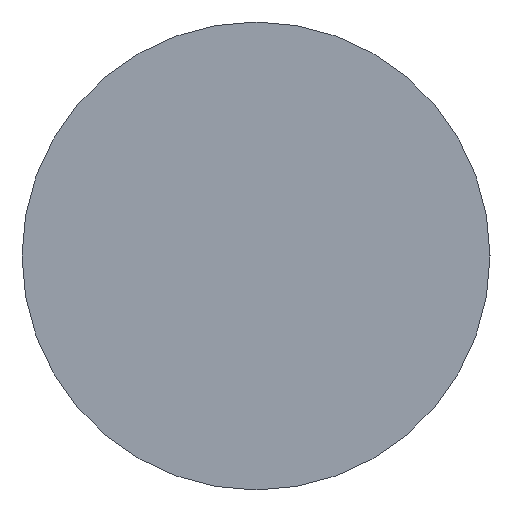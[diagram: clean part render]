
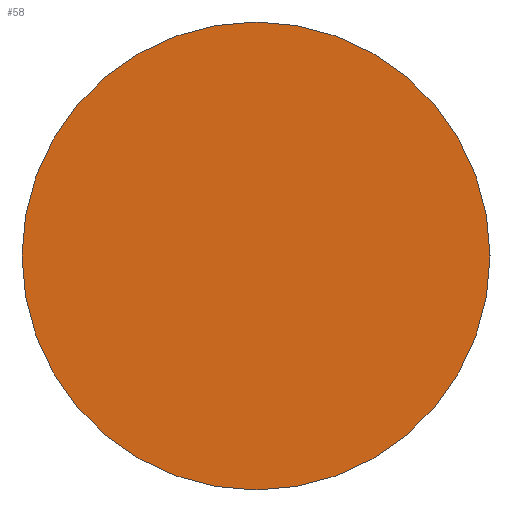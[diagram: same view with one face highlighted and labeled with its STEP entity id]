
A CAD part, left-side view. The second image highlights one B-rep face of the part: STEP entity #58.
In plain terms, the highlighted planar face has unit normal (-1, 0, 0).
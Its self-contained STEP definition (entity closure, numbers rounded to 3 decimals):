
#11 = CARTESIAN_POINT ( 'NONE',  ( 0., 0., 0. ) ) ;
#24 = EDGE_LOOP ( 'NONE', ( #33, #172 ) ) ;
#28 = EDGE_CURVE ( 'NONE', #156, #147, #159, .T. ) ;
#33 = ORIENTED_EDGE ( 'NONE', *, *, #124, .F. ) ;
#35 = CARTESIAN_POINT ( 'NONE',  ( 0., 0., 0. ) ) ;
#49 = FACE_OUTER_BOUND ( 'NONE', #24, .T. ) ;
#51 = DIRECTION ( 'NONE',  ( 1., 0., 0. ) ) ;
#58 = ADVANCED_FACE ( 'NONE', ( #49 ), #90, .F. ) ;
#64 = CARTESIAN_POINT ( 'NONE',  ( 0., 0., -6. ) ) ;
#78 = DIRECTION ( 'NONE',  ( 1., 0., 0. ) ) ;
#86 = CIRCLE ( 'NONE', #94, 6. ) ;
#90 = PLANE ( 'NONE',  #157 ) ;
#94 = AXIS2_PLACEMENT_3D ( 'NONE', #11, #137, #148 ) ;
#124 = EDGE_CURVE ( 'NONE', #147, #156, #86, .T. ) ;
#134 = CARTESIAN_POINT ( 'NONE',  ( 0., 0., 6. ) ) ;
#137 = DIRECTION ( 'NONE',  ( 1., 0., 0. ) ) ;
#147 = VERTEX_POINT ( 'NONE', #134 ) ;
#148 = DIRECTION ( 'NONE',  ( 0., 0., -1. ) ) ;
#154 = AXIS2_PLACEMENT_3D ( 'NONE', #35, #78, #175 ) ;
#156 = VERTEX_POINT ( 'NONE', #64 ) ;
#157 = AXIS2_PLACEMENT_3D ( 'NONE', #163, #51, #165 ) ;
#159 = CIRCLE ( 'NONE', #154, 6. ) ;
#163 = CARTESIAN_POINT ( 'NONE',  ( 0., 0., 0. ) ) ;
#165 = DIRECTION ( 'NONE',  ( 0., 0., -1. ) ) ;
#172 = ORIENTED_EDGE ( 'NONE', *, *, #28, .F. ) ;
#175 = DIRECTION ( 'NONE',  ( 0., 0., -1. ) ) ;
